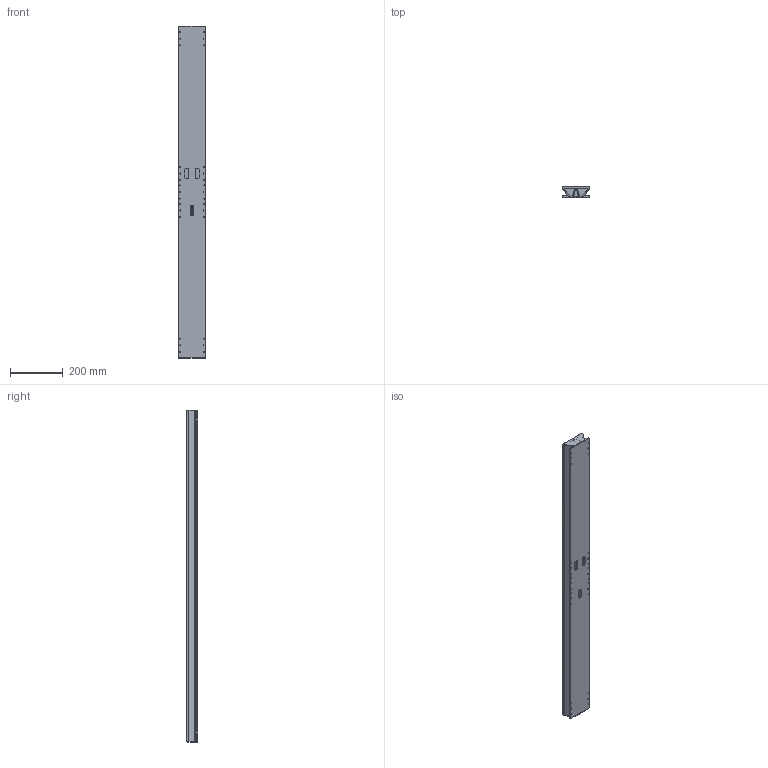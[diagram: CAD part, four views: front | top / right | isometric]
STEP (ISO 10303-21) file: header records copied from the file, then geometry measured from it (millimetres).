
FILE_DESCRIPTION (( 'STEP AP214' ), '1' );
FILE_NAME ('S22100T1250.STEP', '2019-08-23T19:38:20', ( '' ), ( '' ), 'SwSTEP 2.0', 'SolidWorks 2019', '' );
FILE_SCHEMA (( 'AUTOMOTIVE_DESIGN' ));
Length unit declared in the file: inch
Products named in the file (1): S22100T1250
Bounding box: 99.87 x 43.1 x 1255.99 mm (x, y, z)
Volume: 2442324.8 mm3; surface area: 1052922.2 mm2
Topology: 13 solids, 13 shells, 309 faces, 837 edges, 558 vertices
Faces by surface type: plane 183, cylinder 126
Entity records: 14120 total; most frequent: CARTESIAN_POINT 1801, DIRECTION 1693, ORIENTED_EDGE 1674, EDGE_CURVE 837, VECTOR 577, LINE 577, VERTEX_POINT 558, AXIS2_PLACEMENT_3D 558
